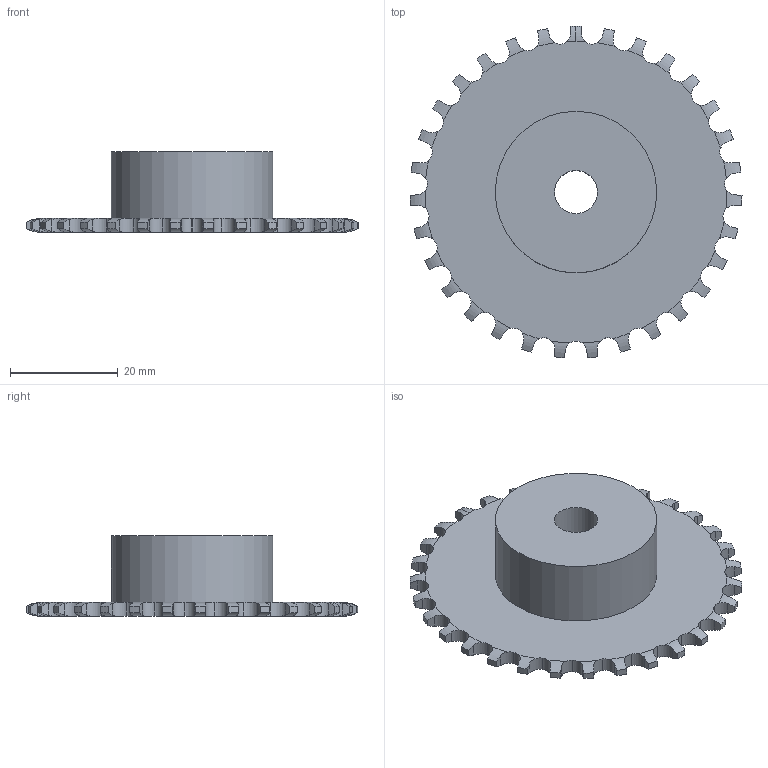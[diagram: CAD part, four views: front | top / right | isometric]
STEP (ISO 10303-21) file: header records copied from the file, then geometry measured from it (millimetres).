
FILE_DESCRIPTION(('FreeCAD Model'),'2;1');
FILE_NAME('Open CASCADE Shape Model','2021-02-25T16:07:08',( 'Simone Bignetti'),(''),'Open CASCADE STEP processor 7.4','FreeCAD', 'Unknown');
FILE_SCHEMA(('AUTOMOTIVE_DESIGN { 1 0 10303 214 1 1 1 1 }'));
Length unit declared in the file: millimetre
Products named in the file (1): Hole
Bounding box: 61.69 x 61.62 x 15 mm (x, y, z)
Volume: 14805.3 mm3; surface area: 7425 mm2
Topology: 1 solids, 1 shells, 286 faces, 849 edges, 566 vertices
Faces by surface type: cylinder 157, plane 65, revolution 64
Full cylindrical faces by diameter (mm): 8 x1, 30 x1
Entity records: 29360 total; most frequent: CARTESIAN_POINT 13774, DIRECTION 2541, ORIENTED_EDGE 1698, PCURVE 1698, DEFINITIONAL_REPRESENTATION 1698, LINE 1291, VECTOR 1291, EDGE_CURVE 849
